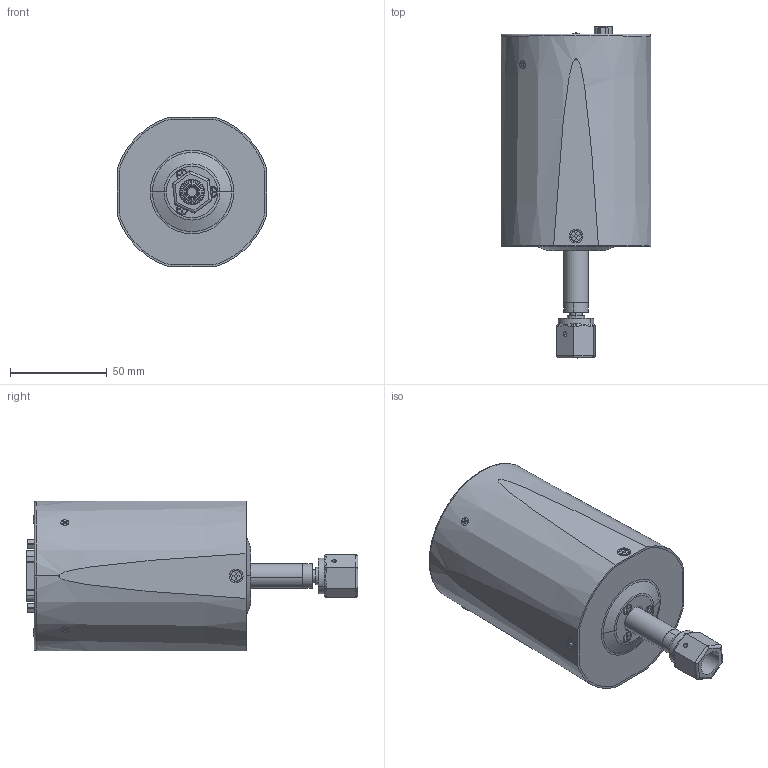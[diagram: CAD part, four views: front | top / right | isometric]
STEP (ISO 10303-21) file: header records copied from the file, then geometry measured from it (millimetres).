
FILE_DESCRIPTION (( 'STEP AP203' ), '1' );
FILE_NAME ('CMX-0-XXX-2-N.STEP', '2020-10-14T13:33:42', ( '' ), ( '' ), 'SwSTEP 2.0', 'SolidWorks 2020', '' );
FILE_SCHEMA (( 'CONFIG_CONTROL_DESIGN' ));
Products named in the file (1): CMX-0-XXX-2-N
Bounding box: 77.44 x 171.41 x 77.44 mm (x, y, z)
Volume: 574410.6 mm3; surface area: 85274.8 mm2
Topology: 142 solids, 143 shells, 3290 faces, 8268 edges, 5384 vertices
Faces by surface type: plane 1851, cylinder 658, bspline 359, cone 299, torus 107, sphere 16
Entity records: 112334 total; most frequent: CARTESIAN_POINT 35210, ORIENTED_EDGE 16484, DIRECTION 14776, EDGE_CURVE 8242, VERTEX_POINT 5376, VECTOR 5328, LINE 5328, AXIS2_PLACEMENT_3D 4724
